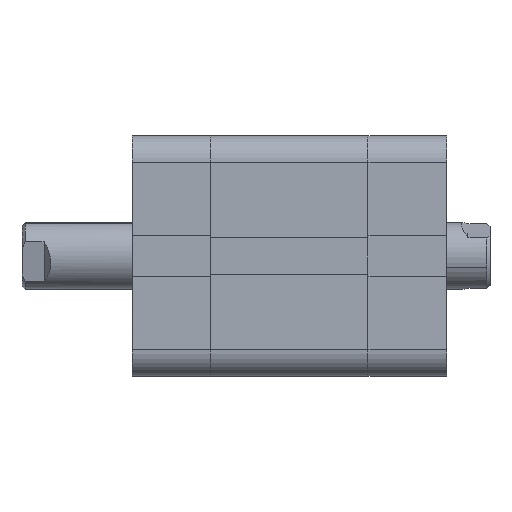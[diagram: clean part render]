
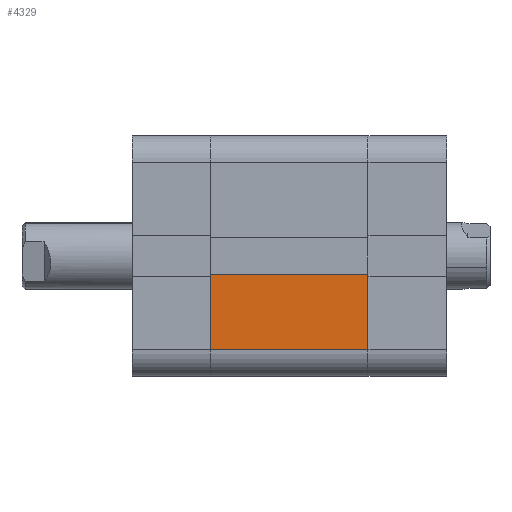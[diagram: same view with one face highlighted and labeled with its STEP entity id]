
A CAD part, front view. The second image highlights one B-rep face of the part: STEP entity #4329.
In plain terms, the highlighted planar face has unit normal (0, -1, 0).
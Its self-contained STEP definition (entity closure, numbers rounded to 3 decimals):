
#304 = ORIENTED_EDGE ( 'NONE', *, *, #2162, .T. ) ;
#951 = LINE ( 'NONE', #11164, #4791 ) ;
#1139 = EDGE_CURVE ( 'NONE', #4040, #10495, #5977, .T. ) ;
#1357 = CARTESIAN_POINT ( 'NONE',  ( 23.5, -18., -18. ) ) ;
#1818 = LINE ( 'NONE', #2216, #13055 ) ;
#1837 = CARTESIAN_POINT ( 'NONE',  ( 23.5, -18., -2.8 ) ) ;
#2162 = EDGE_CURVE ( 'NONE', #12711, #4040, #4403, .T. ) ;
#2216 = CARTESIAN_POINT ( 'NONE',  ( 23.5, -18., -18. ) ) ;
#2298 = DIRECTION ( 'NONE',  ( 0., 0., -1. ) ) ;
#2853 = AXIS2_PLACEMENT_3D ( 'NONE', #1357, #5096, #15251 ) ;
#3009 = VERTEX_POINT ( 'NONE', #10002 ) ;
#4040 = VERTEX_POINT ( 'NONE', #8592 ) ;
#4329 = ADVANCED_FACE ( 'NONE', ( #15506 ), #10336, .F. ) ;
#4403 = LINE ( 'NONE', #6981, #15280 ) ;
#4474 = DIRECTION ( 'NONE',  ( -1., 0., 0. ) ) ;
#4476 = VECTOR ( 'NONE', #2298, 1000. ) ;
#4791 = VECTOR ( 'NONE', #16011, 1000. ) ;
#5096 = DIRECTION ( 'NONE',  ( 0., 1., 0. ) ) ;
#5977 = LINE ( 'NONE', #14954, #4476 ) ;
#6432 = ORIENTED_EDGE ( 'NONE', *, *, #13082, .F. ) ;
#6981 = CARTESIAN_POINT ( 'NONE',  ( 23.501, -18., -2.8 ) ) ;
#8592 = CARTESIAN_POINT ( 'NONE',  ( 0., -18., -2.8 ) ) ;
#9201 = EDGE_CURVE ( 'NONE', #10495, #3009, #951, .T. ) ;
#9918 = CARTESIAN_POINT ( 'NONE',  ( 0., -18., -14. ) ) ;
#10002 = CARTESIAN_POINT ( 'NONE',  ( 23.5, -18., -14. ) ) ;
#10336 = PLANE ( 'NONE',  #2853 ) ;
#10495 = VERTEX_POINT ( 'NONE', #9918 ) ;
#11164 = CARTESIAN_POINT ( 'NONE',  ( 23.5, -18., -14. ) ) ;
#12711 = VERTEX_POINT ( 'NONE', #1837 ) ;
#13055 = VECTOR ( 'NONE', #14535, 1000. ) ;
#13082 = EDGE_CURVE ( 'NONE', #12711, #3009, #1818, .T. ) ;
#13598 = EDGE_LOOP ( 'NONE', ( #304, #14341, #15862, #6432 ) ) ;
#14341 = ORIENTED_EDGE ( 'NONE', *, *, #1139, .T. ) ;
#14535 = DIRECTION ( 'NONE',  ( 0., 0., -1. ) ) ;
#14954 = CARTESIAN_POINT ( 'NONE',  ( 0., -18., -18. ) ) ;
#15251 = DIRECTION ( 'NONE',  ( 0., 0., 1. ) ) ;
#15280 = VECTOR ( 'NONE', #4474, 1000. ) ;
#15506 = FACE_OUTER_BOUND ( 'NONE', #13598, .T. ) ;
#15862 = ORIENTED_EDGE ( 'NONE', *, *, #9201, .T. ) ;
#16011 = DIRECTION ( 'NONE',  ( 1., 0., 0. ) ) ;
